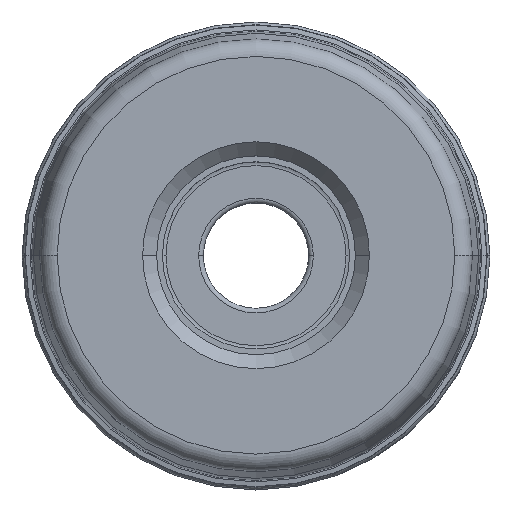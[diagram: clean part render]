
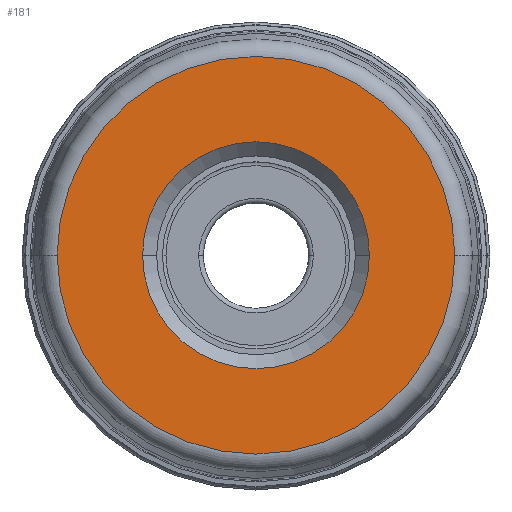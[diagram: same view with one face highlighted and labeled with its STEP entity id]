
A CAD part, top view. The second image highlights one B-rep face of the part: STEP entity #181.
In plain terms, the highlighted planar face has unit normal (0, 0, 1).
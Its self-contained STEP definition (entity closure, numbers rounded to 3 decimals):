
#28=PLANE('',#1717);
#34=FACE_BOUND('',#359,.T.);
#35=FACE_BOUND('',#360,.T.);
#181=ADVANCED_FACE('',(#34,#35),#28,.F.);
#359=EDGE_LOOP('',(#604,#605,#606,#607));
#360=EDGE_LOOP('',(#608,#609,#610,#611));
#604=ORIENTED_EDGE('',*,*,#1079,.T.);
#605=ORIENTED_EDGE('',*,*,#1078,.F.);
#606=ORIENTED_EDGE('',*,*,#1080,.T.);
#607=ORIENTED_EDGE('',*,*,#1081,.F.);
#608=ORIENTED_EDGE('',*,*,#1082,.F.);
#609=ORIENTED_EDGE('',*,*,#1083,.F.);
#610=ORIENTED_EDGE('',*,*,#1084,.F.);
#611=ORIENTED_EDGE('',*,*,#1085,.F.);
#896=VERTEX_POINT('',#3555);
#897=VERTEX_POINT('',#3557);
#898=VERTEX_POINT('',#3559);
#899=VERTEX_POINT('',#3563);
#900=VERTEX_POINT('',#3566);
#901=VERTEX_POINT('',#3567);
#902=VERTEX_POINT('',#3569);
#903=VERTEX_POINT('',#3571);
#1078=EDGE_CURVE('',#897,#898,#1313,.T.);
#1079=EDGE_CURVE('',#896,#898,#1314,.T.);
#1080=EDGE_CURVE('',#897,#899,#1315,.T.);
#1081=EDGE_CURVE('',#896,#899,#1316,.T.);
#1082=EDGE_CURVE('',#900,#901,#1317,.T.);
#1083=EDGE_CURVE('',#902,#900,#1318,.T.);
#1084=EDGE_CURVE('',#903,#902,#1319,.T.);
#1085=EDGE_CURVE('',#901,#903,#1320,.T.);
#1313=CIRCLE('',#1708,17.);
#1314=CIRCLE('',#1709,17.);
#1315=CIRCLE('',#1711,17.);
#1316=CIRCLE('',#1712,17.);
#1317=CIRCLE('',#1713,9.7);
#1318=CIRCLE('',#1714,9.7);
#1319=CIRCLE('',#1715,9.7);
#1320=CIRCLE('',#1716,9.7);
#1708=AXIS2_PLACEMENT_3D('',#3558,#2096,#2097);
#1709=AXIS2_PLACEMENT_3D('',#3560,#2098,#2099);
#1711=AXIS2_PLACEMENT_3D('',#3562,#2102,#2103);
#1712=AXIS2_PLACEMENT_3D('',#3564,#2104,#2105);
#1713=AXIS2_PLACEMENT_3D('',#3565,#2106,#2107);
#1714=AXIS2_PLACEMENT_3D('',#3568,#2108,#2109);
#1715=AXIS2_PLACEMENT_3D('',#3570,#2110,#2111);
#1716=AXIS2_PLACEMENT_3D('',#3572,#2112,#2113);
#1717=AXIS2_PLACEMENT_3D('',#3573,#2114,#2115);
#2096=DIRECTION('',(0.,0.,-1.));
#2097=DIRECTION('',(-1.,0.001,0.));
#2098=DIRECTION('',(0.,0.,1.));
#2099=DIRECTION('',(-1.,0.001,0.));
#2102=DIRECTION('',(0.,0.,1.));
#2103=DIRECTION('',(1.,-0.001,0.));
#2104=DIRECTION('',(0.,0.,-1.));
#2105=DIRECTION('',(1.,-0.001,0.));
#2106=DIRECTION('',(0.,0.,1.));
#2107=DIRECTION('',(0.,1.,0.));
#2108=DIRECTION('',(0.,0.,1.));
#2109=DIRECTION('',(1.,0.,0.));
#2110=DIRECTION('',(0.,0.,1.));
#2111=DIRECTION('',(0.,-1.,0.));
#2112=DIRECTION('',(0.,0.,1.));
#2113=DIRECTION('',(-1.,0.,0.));
#2114=DIRECTION('',(0.,0.,-1.));
#2115=DIRECTION('',(-1.,0.,0.));
#3555=CARTESIAN_POINT('',(17.,0.,0.));
#3557=CARTESIAN_POINT('',(-17.,0.,0.));
#3558=CARTESIAN_POINT('',(0.,0.,0.));
#3559=CARTESIAN_POINT('',(-17.,0.02,0.));
#3560=CARTESIAN_POINT('',(0.,0.,0.));
#3562=CARTESIAN_POINT('',(0.,0.,0.));
#3563=CARTESIAN_POINT('',(17.,-0.02,0.));
#3564=CARTESIAN_POINT('',(0.,0.,0.));
#3565=CARTESIAN_POINT('',(0.,0.,0.));
#3566=CARTESIAN_POINT('',(0.,9.7,0.));
#3567=CARTESIAN_POINT('',(-9.7,0.,0.));
#3568=CARTESIAN_POINT('',(0.,0.,0.));
#3569=CARTESIAN_POINT('',(9.7,0.,0.));
#3570=CARTESIAN_POINT('',(0.,0.,0.));
#3571=CARTESIAN_POINT('',(0.,-9.7,0.));
#3572=CARTESIAN_POINT('',(0.,0.,0.));
#3573=CARTESIAN_POINT('',(0.,0.,0.));
